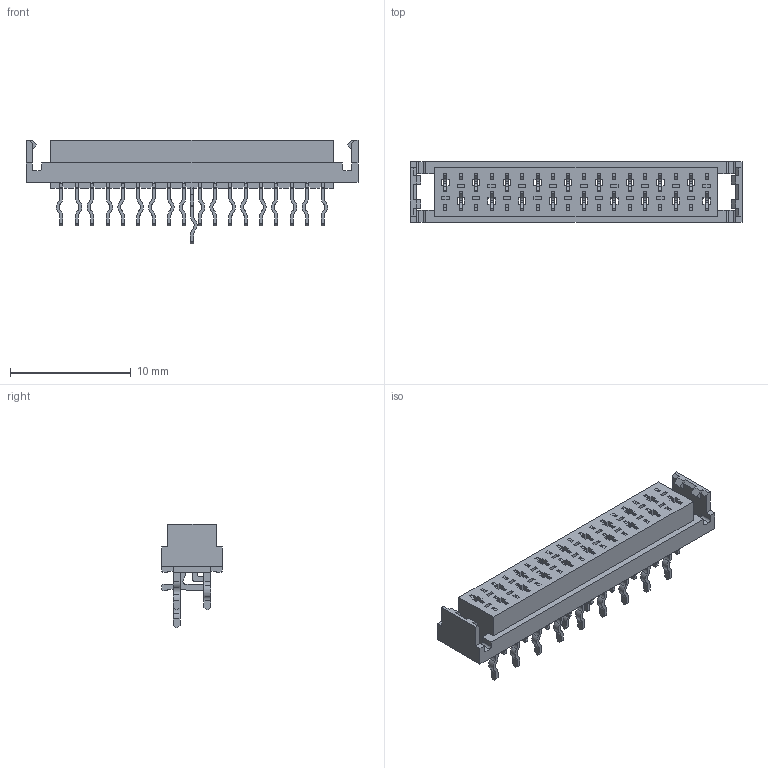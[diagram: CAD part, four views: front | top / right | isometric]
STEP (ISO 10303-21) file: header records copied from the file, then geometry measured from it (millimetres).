
FILE_DESCRIPTION( ( 'Unknown' ), '1' );
FILE_NAME( '690367191872.stp', 'Unknown', ( 'Unknown' ), ( 'Unknown' ), 'XStep 1.0', 'Unknown', ' ' );
FILE_SCHEMA( ( 'automotive_design' ) );
Length unit declared in the file: millimetre
Products named in the file (3): Assem1; Gehäuse; Pin
Bounding box: 27.46 x 5 x 8.6 mm (x, y, z)
Volume: 784.2 mm3; surface area: 2396.4 mm2
Topology: 21 solids, 21 shells, 2098 faces, 6142 edges, 4044 vertices
Faces by surface type: plane 1664, cylinder 434
Entity records: 24548 total; most frequent: CARTESIAN_POINT 3595, ORIENTED_EDGE 3592, DIRECTION 3110, EDGE_CURVE 1796, LINE 1736, VECTOR 1736, VERTEX_POINT 1172, AXIS2_PLACEMENT_3D 687
